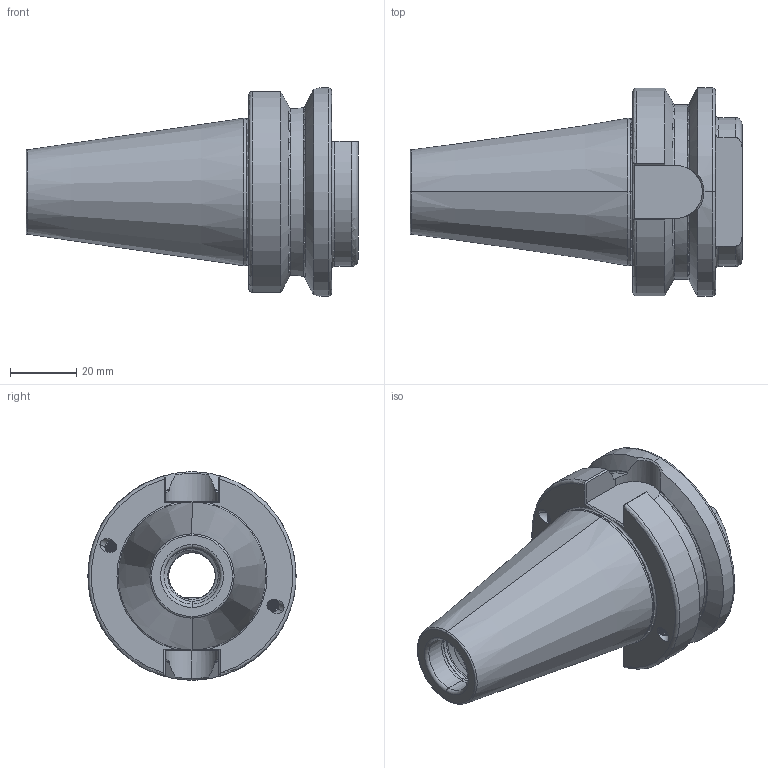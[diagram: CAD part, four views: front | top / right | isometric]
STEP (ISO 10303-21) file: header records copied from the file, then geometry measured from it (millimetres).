
FILE_DESCRIPTION (( 'STEP AP203' ), '1' );
FILE_NAME ('406.04.16.0.STEP', '2016-08-05T09:47:08', ( '' ), ( '' ), 'SwSTEP 2.0', 'SolidWorks 2012', '' );
FILE_SCHEMA (( 'CONFIG_CONTROL_DESIGN' ));
Length unit declared in the file: millimetre
Products named in the file (3): 側固14_M14x2_16L; 406.04.16.0
Assembly tree (2 placements, depth 2):
  406.04.16.0
    406.04.16.0
    側固14_M14x2_16L
Bounding box: 100.4 x 63 x 63 mm (x, y, z)
Volume: 124483.9 mm3; surface area: 28539.7 mm2
Topology: 2 solids, 2 shells, 254 faces, 707 edges, 448 vertices
Faces by surface type: cylinder 119, plane 48, cone 34, bspline 27, torus 26
Entity records: 21477 total; most frequent: CARTESIAN_POINT 15563, ORIENTED_EDGE 1394, DIRECTION 961, EDGE_CURVE 697, VERTEX_POINT 448, AXIS2_PLACEMENT_3D 376, EDGE_LOOP 267, ADVANCED_FACE 254
